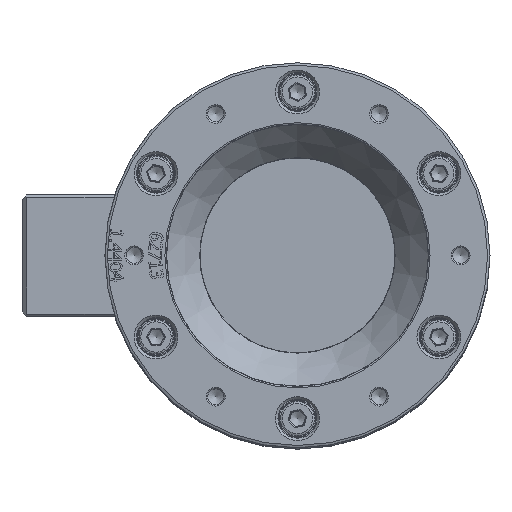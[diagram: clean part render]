
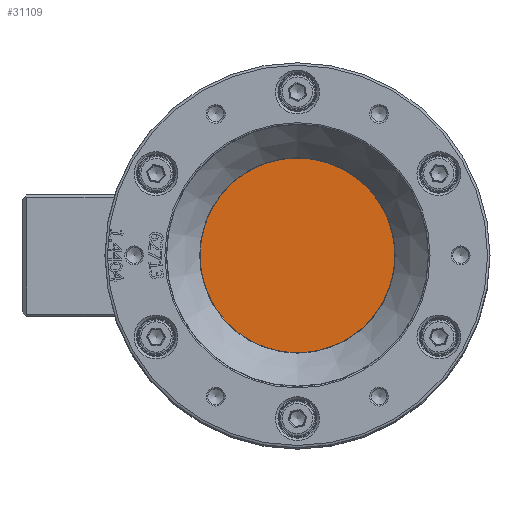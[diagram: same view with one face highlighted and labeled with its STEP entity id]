
A CAD part, top view. The second image highlights one B-rep face of the part: STEP entity #31109.
In plain terms, the highlighted face is planar.
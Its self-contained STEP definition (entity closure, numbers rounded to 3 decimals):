
#4434=PLANE('',#34188);
#6055=FACE_OUTER_BOUND('',#8226,.T.);
#8226=EDGE_LOOP('',(#27733));
#13441=CIRCLE('',#34186,23.5);
#16280=VERTEX_POINT('',#64122);
#20204=EDGE_CURVE('',#16280,#16280,#13441,.T.);
#27733=ORIENTED_EDGE('',*,*,#20204,.F.);
#31109=ADVANCED_FACE('',(#6055),#4434,.T.);
#34186=AXIS2_PLACEMENT_3D('',#64123,#41073,#41074);
#34188=AXIS2_PLACEMENT_3D('',#64125,#41077,#41078);
#41073=DIRECTION('center_axis',(0.,0.,1.));
#41074=DIRECTION('ref_axis',(-1.,0.,0.));
#41077=DIRECTION('center_axis',(0.,0.,-1.));
#41078=DIRECTION('ref_axis',(-1.,0.,0.));
#64122=CARTESIAN_POINT('',(23.5,0.,0.));
#64123=CARTESIAN_POINT('Origin',(0.,0.,0.));
#64125=CARTESIAN_POINT('Origin',(0.,0.,0.));
